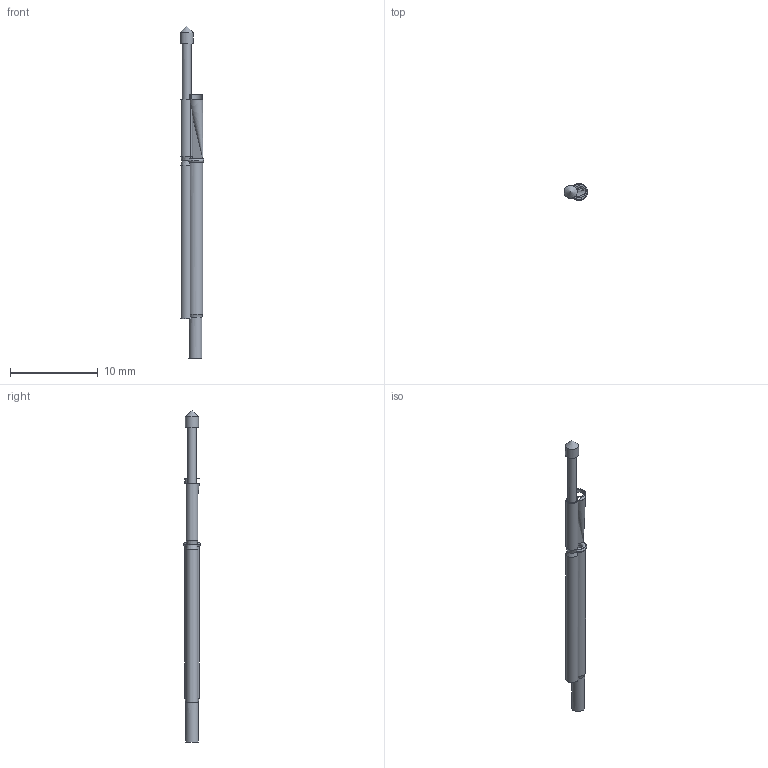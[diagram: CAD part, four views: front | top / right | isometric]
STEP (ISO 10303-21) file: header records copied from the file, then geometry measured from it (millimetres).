
FILE_DESCRIPTION(('FreeCAD Model'),'2;1');
FILE_NAME('Open CASCADE Shape Model','2021-04-17T22:11:50',('FreeCAD'),( 'FreeCAD'),'Open CASCADE STEP processor 7.5','FreeCAD','Unknown');
FILE_SCHEMA(('AUTOMOTIVE_DESIGN_CC2 { 1 2 10303 214 -1 1 5 4 }'));
Length unit declared in the file: millimetre
Products named in the file (1): Open CASCADE STEP translator 7.5 1
Bounding box: 2.71 x 1.93 x 37.85 mm (x, y, z)
Volume: 82.3 mm3; surface area: 524.6 mm2
Topology: 1 solids, 1 shells, 46 faces, 142 edges, 82 vertices
Faces by surface type: cylinder 18, plane 11, cone 9, torus 8
Full cylindrical faces by diameter (mm): 1 x1, 1.47 x1, 1.5 x1
Entity records: 3388 total; most frequent: CARTESIAN_POINT 1109, DIRECTION 396, ORIENTED_EDGE 240, PCURVE 240, DEFINITIONAL_REPRESENTATION 240, LINE 141, VECTOR 141, B_SPLINE_CURVE_WITH_KNOTS 121
